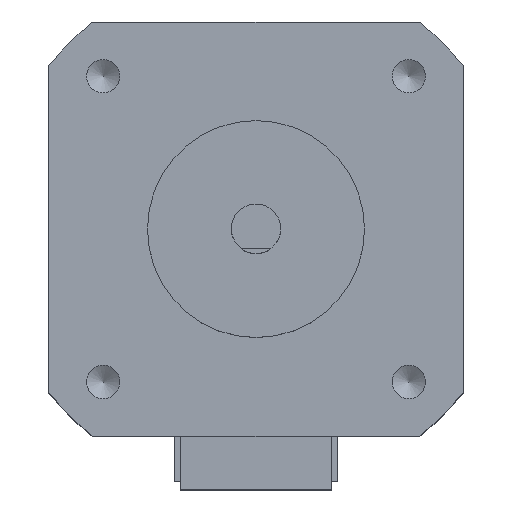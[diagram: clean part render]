
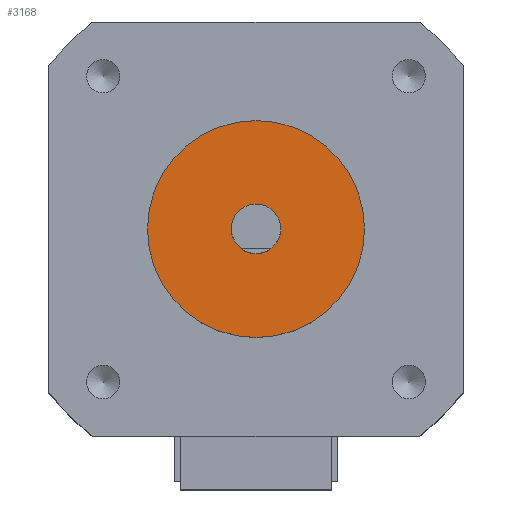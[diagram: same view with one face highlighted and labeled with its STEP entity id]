
A CAD part, top view. The second image highlights one B-rep face of the part: STEP entity #3168.
In plain terms, the highlighted planar face has unit normal (0, 0, 1).
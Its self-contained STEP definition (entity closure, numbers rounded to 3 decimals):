
#677 = CYLINDRICAL_SURFACE('',#678,11.);
#678 = AXIS2_PLACEMENT_3D('',#679,#680,#681);
#679 = CARTESIAN_POINT('',(0.,0.,0.));
#680 = DIRECTION('',(-0.,-0.,-1.));
#681 = DIRECTION('',(1.,0.,0.));
#2391 = VERTEX_POINT('',#2392);
#2392 = CARTESIAN_POINT('',(11.,0.,2.));
#2413 = EDGE_CURVE('',#2391,#2391,#2414,.T.);
#2414 = SURFACE_CURVE('',#2415,(#2420,#2427),.PCURVE_S1.);
#2415 = CIRCLE('',#2416,11.);
#2416 = AXIS2_PLACEMENT_3D('',#2417,#2418,#2419);
#2417 = CARTESIAN_POINT('',(0.,0.,2.));
#2418 = DIRECTION('',(0.,0.,1.));
#2419 = DIRECTION('',(1.,0.,0.));
#2420 = PCURVE('',#677,#2421);
#2421 = DEFINITIONAL_REPRESENTATION('',(#2422),#2426);
#2422 = LINE('',#2423,#2424);
#2423 = CARTESIAN_POINT('',(-0.,-2.));
#2424 = VECTOR('',#2425,1.);
#2425 = DIRECTION('',(-1.,0.));
#2426 = ( GEOMETRIC_REPRESENTATION_CONTEXT(2) 
PARAMETRIC_REPRESENTATION_CONTEXT() REPRESENTATION_CONTEXT('2D SPACE',''
  ) );
#2427 = PCURVE('',#2428,#2433);
#2428 = PLANE('',#2429);
#2429 = AXIS2_PLACEMENT_3D('',#2430,#2431,#2432);
#2430 = CARTESIAN_POINT('',(0.,0.,2.));
#2431 = DIRECTION('',(0.,0.,1.));
#2432 = DIRECTION('',(1.,0.,0.));
#2433 = DEFINITIONAL_REPRESENTATION('',(#2434),#2438);
#2434 = CIRCLE('',#2435,11.);
#2435 = AXIS2_PLACEMENT_2D('',#2436,#2437);
#2436 = CARTESIAN_POINT('',(0.,0.));
#2437 = DIRECTION('',(1.,0.));
#2438 = ( GEOMETRIC_REPRESENTATION_CONTEXT(2) 
PARAMETRIC_REPRESENTATION_CONTEXT() REPRESENTATION_CONTEXT('2D SPACE',''
  ) );
#3168 = ADVANCED_FACE('',(#3169,#3172),#2428,.T.);
#3169 = FACE_BOUND('',#3170,.T.);
#3170 = EDGE_LOOP('',(#3171));
#3171 = ORIENTED_EDGE('',*,*,#2413,.T.);
#3172 = FACE_BOUND('',#3173,.T.);
#3173 = EDGE_LOOP('',(#3174));
#3174 = ORIENTED_EDGE('',*,*,#3175,.F.);
#3175 = EDGE_CURVE('',#3176,#3176,#3178,.T.);
#3176 = VERTEX_POINT('',#3177);
#3177 = CARTESIAN_POINT('',(2.5,0.,2.));
#3178 = SURFACE_CURVE('',#3179,(#3184,#3191),.PCURVE_S1.);
#3179 = CIRCLE('',#3180,2.5);
#3180 = AXIS2_PLACEMENT_3D('',#3181,#3182,#3183);
#3181 = CARTESIAN_POINT('',(0.,0.,2.));
#3182 = DIRECTION('',(0.,0.,1.));
#3183 = DIRECTION('',(1.,0.,0.));
#3184 = PCURVE('',#2428,#3185);
#3185 = DEFINITIONAL_REPRESENTATION('',(#3186),#3190);
#3186 = CIRCLE('',#3187,2.5);
#3187 = AXIS2_PLACEMENT_2D('',#3188,#3189);
#3188 = CARTESIAN_POINT('',(0.,0.));
#3189 = DIRECTION('',(1.,0.));
#3190 = ( GEOMETRIC_REPRESENTATION_CONTEXT(2) 
PARAMETRIC_REPRESENTATION_CONTEXT() REPRESENTATION_CONTEXT('2D SPACE',''
  ) );
#3191 = PCURVE('',#3192,#3197);
#3192 = CYLINDRICAL_SURFACE('',#3193,2.5);
#3193 = AXIS2_PLACEMENT_3D('',#3194,#3195,#3196);
#3194 = CARTESIAN_POINT('',(0.,0.,2.));
#3195 = DIRECTION('',(-0.,-0.,-1.));
#3196 = DIRECTION('',(1.,0.,0.));
#3197 = DEFINITIONAL_REPRESENTATION('',(#3198),#3202);
#3198 = LINE('',#3199,#3200);
#3199 = CARTESIAN_POINT('',(-0.,0.));
#3200 = VECTOR('',#3201,1.);
#3201 = DIRECTION('',(-1.,0.));
#3202 = ( GEOMETRIC_REPRESENTATION_CONTEXT(2) 
PARAMETRIC_REPRESENTATION_CONTEXT() REPRESENTATION_CONTEXT('2D SPACE',''
  ) );
